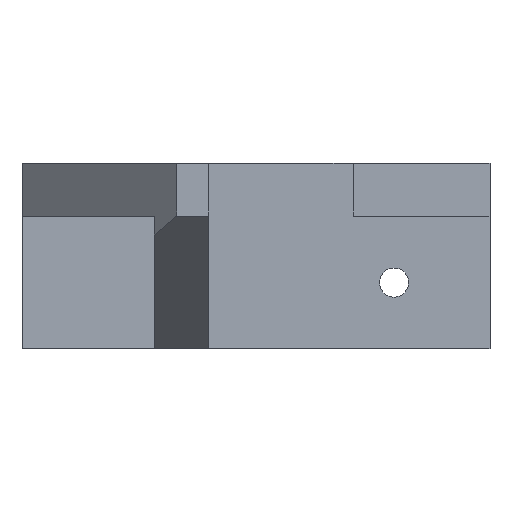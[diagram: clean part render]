
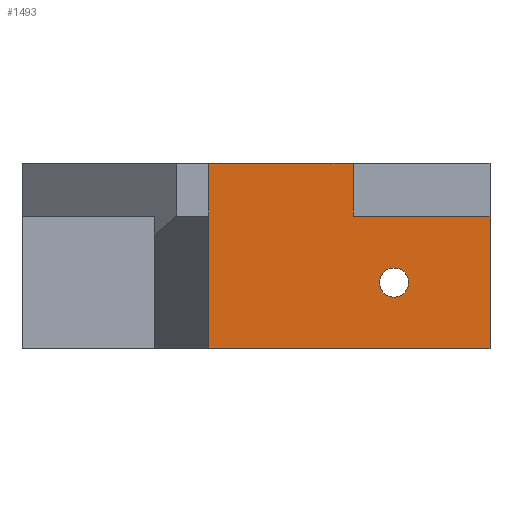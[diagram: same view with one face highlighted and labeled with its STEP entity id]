
A CAD part, top view. The second image highlights one B-rep face of the part: STEP entity #1493.
In plain terms, the highlighted planar face has unit normal (0, 0, 1).
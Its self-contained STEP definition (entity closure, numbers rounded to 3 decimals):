
#26 = EDGE_CURVE ( 'NONE', #1000, #818, #2192, .T. ) ;
#80 = VERTEX_POINT ( 'NONE', #2306 ) ;
#96 = VECTOR ( 'NONE', #596, 1000. ) ;
#248 = VERTEX_POINT ( 'NONE', #1785 ) ;
#272 = EDGE_LOOP ( 'NONE', ( #1796, #2482 ) ) ;
#290 = ORIENTED_EDGE ( 'NONE', *, *, #2280, .F. ) ;
#301 = DIRECTION ( 'NONE',  ( 0., 0., -1. ) ) ;
#302 = VERTEX_POINT ( 'NONE', #647 ) ;
#399 = LINE ( 'NONE', #934, #2081 ) ;
#400 = ORIENTED_EDGE ( 'NONE', *, *, #1219, .T. ) ;
#482 = CARTESIAN_POINT ( 'NONE',  ( -78.985, 29.5, -100. ) ) ;
#487 = EDGE_CURVE ( 'NONE', #248, #1066, #1514, .T. ) ;
#511 = FACE_OUTER_BOUND ( 'NONE', #569, .T. ) ;
#569 = EDGE_LOOP ( 'NONE', ( #1041, #1009, #1891, #290, #400, #2151 ) ) ;
#576 = CARTESIAN_POINT ( 'NONE',  ( -68.124, 37., -100. ) ) ;
#596 = DIRECTION ( 'NONE',  ( 0., -1., 0. ) ) ;
#647 = CARTESIAN_POINT ( 'NONE',  ( -100., 22., -100. ) ) ;
#704 = VECTOR ( 'NONE', #1226, 1000. ) ;
#709 = CARTESIAN_POINT ( 'NONE',  ( -70.124, 22., -100. ) ) ;
#731 = PLANE ( 'NONE',  #1064 ) ;
#818 = VERTEX_POINT ( 'NONE', #1989 ) ;
#820 = AXIS2_PLACEMENT_3D ( 'NONE', #482, #301, #1699 ) ;
#934 = CARTESIAN_POINT ( 'NONE',  ( -83.631, 40., -100. ) ) ;
#1000 = VERTEX_POINT ( 'NONE', #1715 ) ;
#1009 = ORIENTED_EDGE ( 'NONE', *, *, #1935, .T. ) ;
#1041 = ORIENTED_EDGE ( 'NONE', *, *, #2255, .T. ) ;
#1064 = AXIS2_PLACEMENT_3D ( 'NONE', #1331, #1892, #2299 ) ;
#1066 = VERTEX_POINT ( 'NONE', #1976 ) ;
#1087 = LINE ( 'NONE', #709, #1151 ) ;
#1111 = DIRECTION ( 'NONE',  ( 0., 0., -1. ) ) ;
#1151 = VECTOR ( 'NONE', #2233, 1000. ) ;
#1165 = DIRECTION ( 'NONE',  ( 0., -1., 0. ) ) ;
#1210 = CARTESIAN_POINT ( 'NONE',  ( -100., 40., -100. ) ) ;
#1219 = EDGE_CURVE ( 'NONE', #80, #248, #399, .T. ) ;
#1226 = DIRECTION ( 'NONE',  ( 1., 0., 0. ) ) ;
#1272 = CARTESIAN_POINT ( 'NONE',  ( -78.985, 29.5, -100. ) ) ;
#1325 = CARTESIAN_POINT ( 'NONE',  ( -113.095, 43., -100. ) ) ;
#1331 = CARTESIAN_POINT ( 'NONE',  ( -112.917, 37., -100. ) ) ;
#1333 = AXIS2_PLACEMENT_3D ( 'NONE', #1272, #1111, #2048 ) ;
#1364 = EDGE_CURVE ( 'NONE', #818, #1000, #1515, .T. ) ;
#1475 = EDGE_CURVE ( 'NONE', #2386, #2130, #1923, .T. ) ;
#1493 = ADVANCED_FACE ( 'NONE', ( #1744, #511 ), #731, .T. ) ;
#1514 = LINE ( 'NONE', #1325, #1904 ) ;
#1515 = CIRCLE ( 'NONE', #820, 1.65 ) ;
#1611 = CARTESIAN_POINT ( 'NONE',  ( -83.124, 37., -100. ) ) ;
#1699 = DIRECTION ( 'NONE',  ( -1., 0., 0. ) ) ;
#1715 = CARTESIAN_POINT ( 'NONE',  ( -77.335, 29.5, -100. ) ) ;
#1744 = FACE_BOUND ( 'NONE', #272, .T. ) ;
#1781 = LINE ( 'NONE', #1210, #96 ) ;
#1785 = CARTESIAN_POINT ( 'NONE',  ( -83.631, 43., -100. ) ) ;
#1796 = ORIENTED_EDGE ( 'NONE', *, *, #1364, .T. ) ;
#1891 = ORIENTED_EDGE ( 'NONE', *, *, #1475, .F. ) ;
#1892 = DIRECTION ( 'NONE',  ( 0., 0., 1. ) ) ;
#1893 = CARTESIAN_POINT ( 'NONE',  ( -68.124, 22., -100. ) ) ;
#1904 = VECTOR ( 'NONE', #2289, 1000. ) ;
#1923 = LINE ( 'NONE', #576, #2159 ) ;
#1935 = EDGE_CURVE ( 'NONE', #302, #2130, #1087, .T. ) ;
#1976 = CARTESIAN_POINT ( 'NONE',  ( -100., 43., -100. ) ) ;
#1989 = CARTESIAN_POINT ( 'NONE',  ( -80.635, 29.5, -100. ) ) ;
#2009 = LINE ( 'NONE', #1611, #704 ) ;
#2020 = CARTESIAN_POINT ( 'NONE',  ( -68.124, 37., -100. ) ) ;
#2048 = DIRECTION ( 'NONE',  ( -1., 0., 0. ) ) ;
#2081 = VECTOR ( 'NONE', #2500, 1000. ) ;
#2130 = VERTEX_POINT ( 'NONE', #1893 ) ;
#2151 = ORIENTED_EDGE ( 'NONE', *, *, #487, .T. ) ;
#2159 = VECTOR ( 'NONE', #1165, 1000. ) ;
#2192 = CIRCLE ( 'NONE', #1333, 1.65 ) ;
#2233 = DIRECTION ( 'NONE',  ( 1., 0., 0. ) ) ;
#2255 = EDGE_CURVE ( 'NONE', #1066, #302, #1781, .T. ) ;
#2280 = EDGE_CURVE ( 'NONE', #80, #2386, #2009, .T. ) ;
#2289 = DIRECTION ( 'NONE',  ( -1., 0., 0. ) ) ;
#2299 = DIRECTION ( 'NONE',  ( -1., 0., 0. ) ) ;
#2306 = CARTESIAN_POINT ( 'NONE',  ( -83.631, 37., -100. ) ) ;
#2386 = VERTEX_POINT ( 'NONE', #2020 ) ;
#2482 = ORIENTED_EDGE ( 'NONE', *, *, #26, .T. ) ;
#2500 = DIRECTION ( 'NONE',  ( 0., 1., 0. ) ) ;
